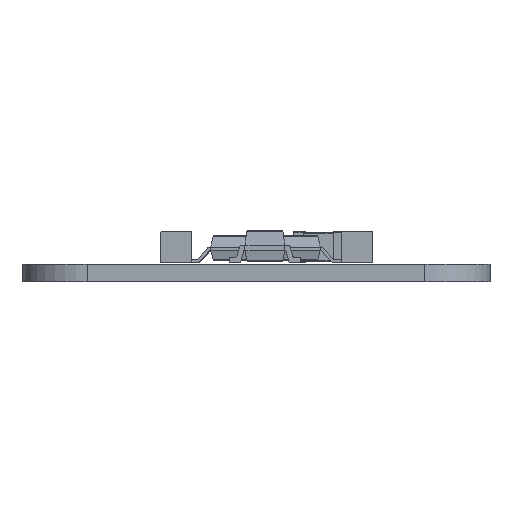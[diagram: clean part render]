
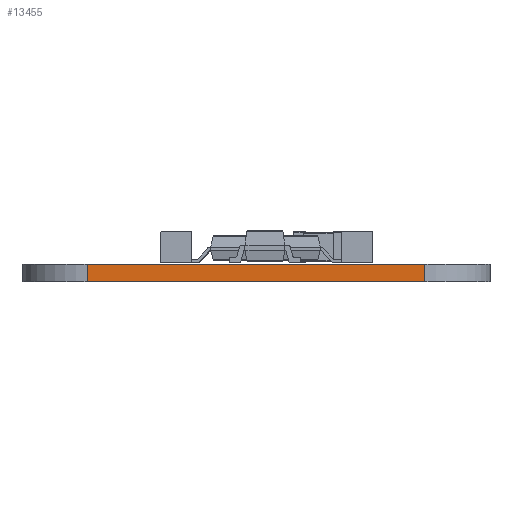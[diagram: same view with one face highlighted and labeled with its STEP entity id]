
A CAD part, front view. The second image highlights one B-rep face of the part: STEP entity #13455.
In plain terms, the highlighted planar face has unit normal (0, -1, 0).
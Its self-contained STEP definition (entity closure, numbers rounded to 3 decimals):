
#12075 = VERTEX_POINT('',#12076);
#12076 = CARTESIAN_POINT('',(0.836,-71.194,0.));
#12083 = EDGE_CURVE('',#12084,#12075,#12086,.T.);
#12084 = VERTEX_POINT('',#12085);
#12085 = CARTESIAN_POINT('',(14.404,-71.194,0.));
#12086 = LINE('',#12087,#12088);
#12087 = CARTESIAN_POINT('',(14.404,-71.194,0.));
#12088 = VECTOR('',#12089,1.);
#12089 = DIRECTION('',(-1.,0.,0.));
#12760 = VERTEX_POINT('',#12761);
#12761 = CARTESIAN_POINT('',(0.836,-71.194,0.7));
#12768 = EDGE_CURVE('',#12769,#12760,#12771,.T.);
#12769 = VERTEX_POINT('',#12770);
#12770 = CARTESIAN_POINT('',(14.404,-71.194,0.7));
#12771 = LINE('',#12772,#12773);
#12772 = CARTESIAN_POINT('',(14.404,-71.194,0.7));
#12773 = VECTOR('',#12774,1.);
#12774 = DIRECTION('',(-1.,0.,0.));
#13427 = EDGE_CURVE('',#12084,#12769,#13428,.T.);
#13428 = LINE('',#13429,#13430);
#13429 = CARTESIAN_POINT('',(14.404,-71.194,0.));
#13430 = VECTOR('',#13431,1.);
#13431 = DIRECTION('',(0.,0.,1.));
#13455 = ADVANCED_FACE('',(#13456),#13467,.T.);
#13456 = FACE_BOUND('',#13457,.T.);
#13457 = EDGE_LOOP('',(#13458,#13459,#13460,#13466));
#13458 = ORIENTED_EDGE('',*,*,#13427,.T.);
#13459 = ORIENTED_EDGE('',*,*,#12768,.T.);
#13460 = ORIENTED_EDGE('',*,*,#13461,.F.);
#13461 = EDGE_CURVE('',#12075,#12760,#13462,.T.);
#13462 = LINE('',#13463,#13464);
#13463 = CARTESIAN_POINT('',(0.836,-71.194,0.));
#13464 = VECTOR('',#13465,1.);
#13465 = DIRECTION('',(0.,0.,1.));
#13466 = ORIENTED_EDGE('',*,*,#12083,.F.);
#13467 = PLANE('',#13468);
#13468 = AXIS2_PLACEMENT_3D('',#13469,#13470,#13471);
#13469 = CARTESIAN_POINT('',(14.404,-71.194,0.));
#13470 = DIRECTION('',(0.,-1.,0.));
#13471 = DIRECTION('',(-1.,0.,0.));
